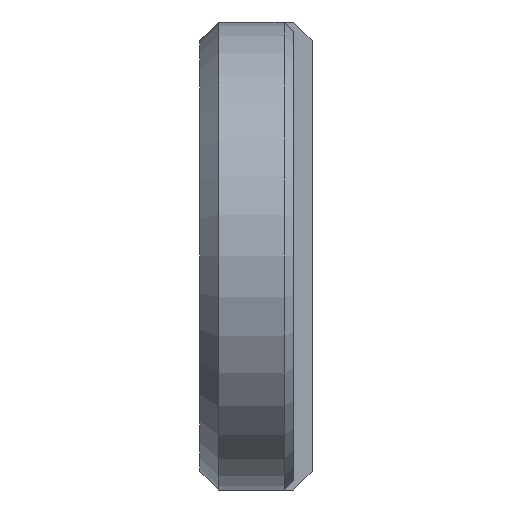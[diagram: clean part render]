
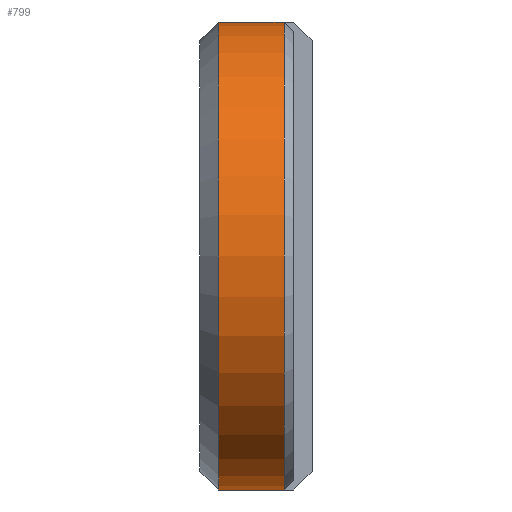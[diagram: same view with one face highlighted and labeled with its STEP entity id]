
A CAD part, left-side view. The second image highlights one B-rep face of the part: STEP entity #799.
In plain terms, the highlighted cylindrical face has radius 12.5 mm (diameter 25 mm), a partial arc.
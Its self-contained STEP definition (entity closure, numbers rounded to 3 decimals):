
#49 = CARTESIAN_POINT ( 'NONE',  ( 0., 5., 12.5 ) ) ;
#50 = DIRECTION ( 'NONE',  ( 0., -1., 0. ) ) ;
#122 = VERTEX_POINT ( 'NONE', #49 ) ;
#133 = ORIENTED_EDGE ( 'NONE', *, *, #2282, .F. ) ;
#162 = LINE ( 'NONE', #482, #1658 ) ;
#222 = EDGE_CURVE ( 'NONE', #935, #2188, #399, .T. ) ;
#255 = CYLINDRICAL_SURFACE ( 'NONE', #2224, 12.5 ) ;
#289 = ORIENTED_EDGE ( 'NONE', *, *, #1562, .T. ) ;
#399 = CIRCLE ( 'NONE', #717, 12.5 ) ;
#439 = FACE_OUTER_BOUND ( 'NONE', #1093, .T. ) ;
#474 = VERTEX_POINT ( 'NONE', #2362 ) ;
#482 = CARTESIAN_POINT ( 'NONE',  ( 0., 6., -12.5 ) ) ;
#708 = EDGE_CURVE ( 'NONE', #122, #474, #1718, .T. ) ;
#717 = AXIS2_PLACEMENT_3D ( 'NONE', #1677, #1949, #1771 ) ;
#799 = ADVANCED_FACE ( 'NONE', ( #439 ), #255, .T. ) ;
#935 = VERTEX_POINT ( 'NONE', #1793 ) ;
#1000 = DIRECTION ( 'NONE',  ( 0., -1., 0. ) ) ;
#1093 = EDGE_LOOP ( 'NONE', ( #133, #2030, #289, #1783 ) ) ;
#1180 = DIRECTION ( 'NONE',  ( 0., 0., 1. ) ) ;
#1225 = AXIS2_PLACEMENT_3D ( 'NONE', #1542, #50, #1180 ) ;
#1388 = VECTOR ( 'NONE', #1523, 1000. ) ;
#1394 = CARTESIAN_POINT ( 'NONE',  ( 0., 6., 0. ) ) ;
#1501 = CARTESIAN_POINT ( 'NONE',  ( 0., 1.5, 12.5 ) ) ;
#1523 = DIRECTION ( 'NONE',  ( 0., -1., 0. ) ) ;
#1542 = CARTESIAN_POINT ( 'NONE',  ( 0., 5., 0. ) ) ;
#1562 = EDGE_CURVE ( 'NONE', #474, #935, #162, .T. ) ;
#1577 = CARTESIAN_POINT ( 'NONE',  ( 0., 6., 12.5 ) ) ;
#1633 = DIRECTION ( 'NONE',  ( 0., -1., 0. ) ) ;
#1658 = VECTOR ( 'NONE', #1633, 1000. ) ;
#1677 = CARTESIAN_POINT ( 'NONE',  ( 0., 1.5, 0. ) ) ;
#1718 = CIRCLE ( 'NONE', #1225, 12.5 ) ;
#1771 = DIRECTION ( 'NONE',  ( 0., 0., -1. ) ) ;
#1783 = ORIENTED_EDGE ( 'NONE', *, *, #222, .T. ) ;
#1793 = CARTESIAN_POINT ( 'NONE',  ( 0., 1.5, -12.5 ) ) ;
#1949 = DIRECTION ( 'NONE',  ( 0., 1., 0. ) ) ;
#2030 = ORIENTED_EDGE ( 'NONE', *, *, #708, .T. ) ;
#2081 = DIRECTION ( 'NONE',  ( 0., 0., -1. ) ) ;
#2115 = LINE ( 'NONE', #1577, #1388 ) ;
#2188 = VERTEX_POINT ( 'NONE', #1501 ) ;
#2224 = AXIS2_PLACEMENT_3D ( 'NONE', #1394, #1000, #2081 ) ;
#2282 = EDGE_CURVE ( 'NONE', #122, #2188, #2115, .T. ) ;
#2362 = CARTESIAN_POINT ( 'NONE',  ( 0., 5., -12.5 ) ) ;
